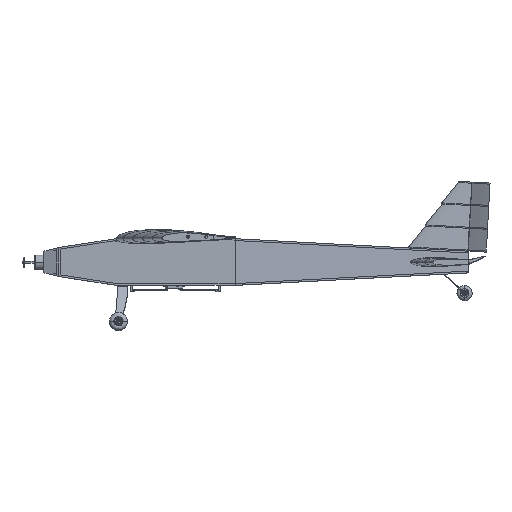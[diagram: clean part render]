
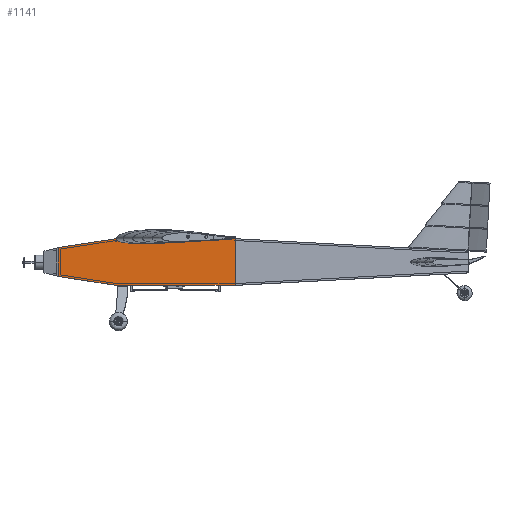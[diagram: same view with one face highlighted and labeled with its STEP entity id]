
A CAD part, top view. The second image highlights one B-rep face of the part: STEP entity #1141.
In plain terms, the highlighted free-form (B-spline) face has degree [1, 1] with [2, 2] control points.
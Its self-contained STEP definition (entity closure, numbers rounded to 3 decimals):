
#723 = VERTEX_POINT('',#724);
#724 = CARTESIAN_POINT('',(-70.13,-82.706,
    45.801));
#729 = EDGE_CURVE('',#730,#723,#732,.T.);
#730 = VERTEX_POINT('',#731);
#731 = CARTESIAN_POINT('',(-528.532,-82.706,
    45.801));
#732 = B_SPLINE_CURVE_WITH_KNOTS('',1,(#733,#734),.UNSPECIFIED.,.F.,.F.,
  (2,2),(0.,329.012),.PIECEWISE_BEZIER_KNOTS.);
#733 = CARTESIAN_POINT('',(-528.532,-82.706,
    45.801));
#734 = CARTESIAN_POINT('',(-70.13,-82.706,
    45.801));
#1019 = VERTEX_POINT('',#1020);
#1020 = CARTESIAN_POINT('',(-74.416,96.858,
    45.801));
#1025 = EDGE_CURVE('',#1026,#1019,#1028,.T.);
#1026 = VERTEX_POINT('',#1027);
#1027 = CARTESIAN_POINT('',(-70.13,97.161,
    45.801));
#1028 = B_SPLINE_CURVE_WITH_KNOTS('',1,(#1029,#1030),.UNSPECIFIED.,.F.,
  .F.,(2,2),(-3.084,-0.),.PIECEWISE_BEZIER_KNOTS.);
#1029 = CARTESIAN_POINT('',(-70.13,97.161,
    45.801));
#1030 = CARTESIAN_POINT('',(-74.416,96.858,
    45.801));
#1045 = EDGE_CURVE('',#1019,#1046,#1048,.T.);
#1046 = VERTEX_POINT('',#1047);
#1047 = CARTESIAN_POINT('',(-528.532,97.449,
    45.801));
#1048 = B_SPLINE_CURVE_WITH_KNOTS('',3,(#1049,#1050,#1051,#1052,#1053,
    #1054,#1055,#1056,#1057,#1058,#1059,#1060,#1061,#1062,#1063,#1064,
    #1065,#1066,#1067,#1068),.UNSPECIFIED.,.F.,.F.,(4,1,1,1,1,1,1,1,1,1,
    1,1,1,1,1,1,1,4),(0.503,0.528,0.553,
    0.602,0.651,0.7,0.749,
    0.798,0.847,0.872,0.896,
    0.921,0.945,0.958,0.97,
    0.983,0.99,1.),.UNSPECIFIED.);
#1049 = CARTESIAN_POINT('',(-74.416,96.858,
    45.801));
#1050 = CARTESIAN_POINT('',(-81.984,96.324,
    45.801));
#1051 = CARTESIAN_POINT('',(-97.12,95.256,
    45.801));
#1052 = CARTESIAN_POINT('',(-127.397,93.223,
    45.801));
#1053 = CARTESIAN_POINT('',(-165.232,90.587,
    45.801));
#1054 = CARTESIAN_POINT('',(-210.649,87.725,
    45.801));
#1055 = CARTESIAN_POINT('',(-256.057,84.898,
    45.801));
#1056 = CARTESIAN_POINT('',(-301.459,82.177,
    45.801));
#1057 = CARTESIAN_POINT('',(-346.873,80.084,
    45.801));
#1058 = CARTESIAN_POINT('',(-384.723,78.882,
    45.801));
#1059 = CARTESIAN_POINT('',(-415.,78.214,
    45.801));
#1060 = CARTESIAN_POINT('',(-437.711,78.141,
    45.801));
#1061 = CARTESIAN_POINT('',(-460.438,78.659,
    45.801));
#1062 = CARTESIAN_POINT('',(-479.366,79.95,
    45.801));
#1063 = CARTESIAN_POINT('',(-494.529,81.628,
    45.801));
#1064 = CARTESIAN_POINT('',(-505.942,83.593,
    45.801));
#1065 = CARTESIAN_POINT('',(-515.6,86.335,
    45.801));
#1066 = CARTESIAN_POINT('',(-523.812,89.944,
    45.801));
#1067 = CARTESIAN_POINT('',(-528.225,94.551,
    45.801));
#1068 = CARTESIAN_POINT('',(-528.532,97.449,
    45.801));
#1141 = ADVANCED_FACE('',(#1142),#1171,.F.);
#1142 = FACE_BOUND('',#1143,.T.);
#1143 = EDGE_LOOP('',(#1144,#1149,#1150,#1151,#1158,#1165,#1170));
#1144 = ORIENTED_EDGE('',*,*,#1145,.T.);
#1145 = EDGE_CURVE('',#723,#1026,#1146,.T.);
#1146 = B_SPLINE_CURVE_WITH_KNOTS('',1,(#1147,#1148),.UNSPECIFIED.,.F.,
  .F.,(2,2),(-118.327,10.77),.PIECEWISE_BEZIER_KNOTS.);
#1147 = CARTESIAN_POINT('',(-70.13,-82.706,
    45.801));
#1148 = CARTESIAN_POINT('',(-70.13,97.161,
    45.801));
#1149 = ORIENTED_EDGE('',*,*,#1025,.T.);
#1150 = ORIENTED_EDGE('',*,*,#1045,.T.);
#1151 = ORIENTED_EDGE('',*,*,#1152,.T.);
#1152 = EDGE_CURVE('',#1046,#1153,#1155,.T.);
#1153 = VERTEX_POINT('',#1154);
#1154 = CARTESIAN_POINT('',(-751.454,63.105,
    45.801));
#1155 = B_SPLINE_CURVE_WITH_KNOTS('',1,(#1156,#1157),.UNSPECIFIED.,.F.,
  .F.,(2,2),(0.,161.888),.PIECEWISE_BEZIER_KNOTS.);
#1156 = CARTESIAN_POINT('',(-528.532,97.449,
    45.801));
#1157 = CARTESIAN_POINT('',(-751.454,63.105,
    45.801));
#1158 = ORIENTED_EDGE('',*,*,#1159,.F.);
#1159 = EDGE_CURVE('',#1160,#1153,#1162,.T.);
#1160 = VERTEX_POINT('',#1161);
#1161 = CARTESIAN_POINT('',(-751.454,-48.357,
    45.801));
#1162 = B_SPLINE_CURVE_WITH_KNOTS('',1,(#1163,#1164),.UNSPECIFIED.,.F.,
  .F.,(2,2),(0.,80.),.PIECEWISE_BEZIER_KNOTS.);
#1163 = CARTESIAN_POINT('',(-751.454,-48.357,
    45.801));
#1164 = CARTESIAN_POINT('',(-751.454,63.105,
    45.801));
#1165 = ORIENTED_EDGE('',*,*,#1166,.F.);
#1166 = EDGE_CURVE('',#730,#1160,#1167,.T.);
#1167 = B_SPLINE_CURVE_WITH_KNOTS('',1,(#1168,#1169),.UNSPECIFIED.,.F.,
  .F.,(2,2),(0.,161.888),.PIECEWISE_BEZIER_KNOTS.);
#1168 = CARTESIAN_POINT('',(-528.532,-82.706,
    45.801));
#1169 = CARTESIAN_POINT('',(-751.454,-48.357,
    45.801));
#1170 = ORIENTED_EDGE('',*,*,#729,.T.);
#1171 = B_SPLINE_SURFACE_WITH_KNOTS('',1,1,(
    (#1172,#1173)
    ,(#1174,#1175
    )),.UNSPECIFIED.,.F.,.F.,.F.,(2,2),(2,2),(-167.764,
    321.248),(-118.327,10.977),
  .PIECEWISE_BEZIER_KNOTS.);
#1172 = CARTESIAN_POINT('',(-70.13,-82.706,
    45.801));
#1173 = CARTESIAN_POINT('',(-70.13,97.449,
    45.801));
#1174 = CARTESIAN_POINT('',(-751.454,-82.706,
    45.801));
#1175 = CARTESIAN_POINT('',(-751.454,97.449,
    45.801));
